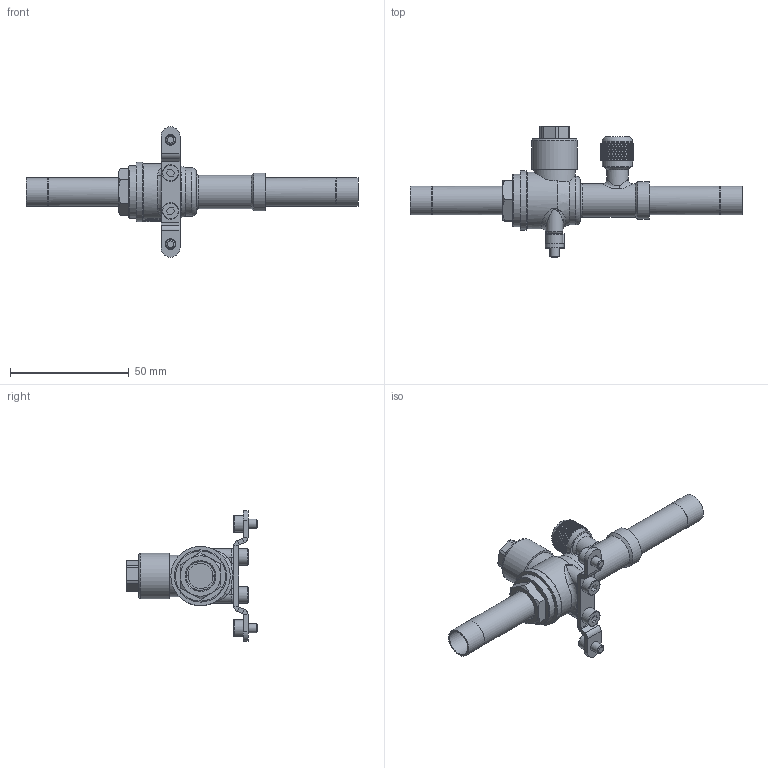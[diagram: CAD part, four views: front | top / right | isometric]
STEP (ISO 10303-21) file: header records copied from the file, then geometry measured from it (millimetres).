
FILE_DESCRIPTION(/* description */ (''),/* implementation_level */ '2;1');
FILE_NAME(/* name */ '009L7051R.stp',/* time_stamp */ '2022-08-07T19:40:43+03:00',/* author */ ('U403152'),/* organization */ (''),/* preprocessor_version */ 'ST-DEVELOPER v18.1',/* originating_system */ 'Autodesk Inventor 2020',/* authorisation */ '');
FILE_SCHEMA (('AUTOMOTIVE_DESIGN { 1 0 10303 214 3 1 1 }'));
Length unit declared in the file: millimetre
Products named in the file (1): Part1
Bounding box: 139.9 x 55.2 x 55 mm (x, y, z)
Volume: 25366.7 mm3; surface area: 16470.4 mm2
Topology: 1 solids, 9 shells, 1936 faces, 5122 edges, 3418 vertices
Faces by surface type: plane 1322, cylinder 399, bspline 163, cone 31, torus 21
Full cylindrical faces by diameter (mm): 3.3 x2, 4 x4, 4.5 x4, 7 x4, 9 x2, 9.8 x1, 10.5 x2, 10.6 x2, 11.1 x1, 12 x2, 12.1 x2, 12.729 x2, 13.529 x1, 14 x2, 16 x1, 16.2 x1, 17.5 x1, 19.2 x1, 20.4 x1, 22 x1, 24 x1, 25 x1
Entity records: 74985 total; most frequent: CARTESIAN_POINT 23662, DIRECTION 10969, ORIENTED_EDGE 10240, EDGE_CURVE 5120, AXIS2_PLACEMENT_3D 4710, VERTEX_POINT 3418, EDGE_LOOP 2158, FACE_OUTER_BOUND 1936
